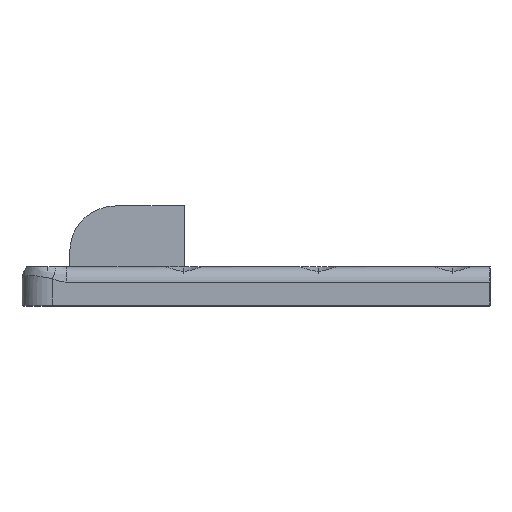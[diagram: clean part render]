
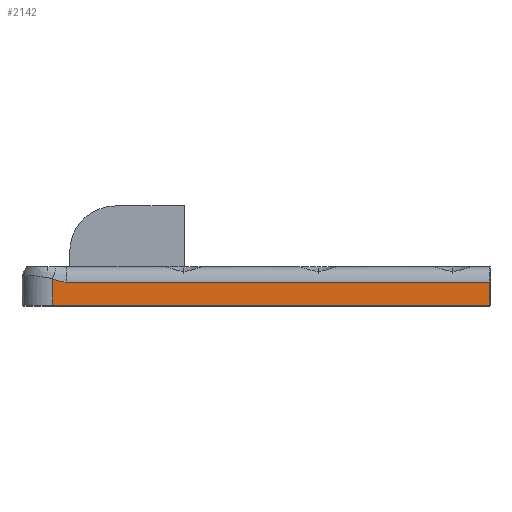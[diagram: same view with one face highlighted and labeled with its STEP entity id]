
A CAD part, top view. The second image highlights one B-rep face of the part: STEP entity #2142.
In plain terms, the highlighted planar face has unit normal (0, 0, 1).
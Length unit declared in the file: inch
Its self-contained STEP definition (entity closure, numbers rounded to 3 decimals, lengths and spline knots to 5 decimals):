
#4 = DIRECTION ( 'NONE',  ( 0., -1., 0. ) ) ;
#133 = CARTESIAN_POINT ( 'NONE',  ( -7.48125, 0.17303, -2.04491 ) ) ;
#196 = CARTESIAN_POINT ( 'NONE',  ( -7.46636, 0.16771, -2.04491 ) ) ;
#234 = CARTESIAN_POINT ( 'NONE',  ( -7.47373, 0.17058, -2.04491 ) ) ;
#301 = CARTESIAN_POINT ( 'NONE',  ( -7.45154, 0.16222, -2.04491 ) ) ;
#341 = CARTESIAN_POINT ( 'NONE',  ( -7.44409, 0.15958, -2.04491 ) ) ;
#363 = CARTESIAN_POINT ( 'NONE',  ( -7.42902, 0.15512, -2.04491 ) ) ;
#391 = CARTESIAN_POINT ( 'NONE',  ( -7.4214, 0.15328, -2.04491 ) ) ;
#412 = VERTEX_POINT ( 'NONE', #2285 ) ;
#422 = CARTESIAN_POINT ( 'NONE',  ( -4.61878, 0.15, -2.04491 ) ) ;
#432 = CARTESIAN_POINT ( 'NONE',  ( -7.4059, 0.15072, -2.04491 ) ) ;
#437 = ORIENTED_EDGE ( 'NONE', *, *, #3037, .T. ) ;
#531 = FACE_OUTER_BOUND ( 'NONE', #1684, .T. ) ;
#533 = CARTESIAN_POINT ( 'NONE',  ( -7.48125, 0., -2.04491 ) ) ;
#566 = CARTESIAN_POINT ( 'NONE',  ( -7.39001, 0.15, -2.04491 ) ) ;
#627 = CARTESIAN_POINT ( 'NONE',  ( -7.48125, 0.15, -2.04491 ) ) ;
#687 = VERTEX_POINT ( 'NONE', #533 ) ;
#707 = CARTESIAN_POINT ( 'NONE',  ( -7.39798, 0.15, -2.04491 ) ) ;
#719 = CARTESIAN_POINT ( 'NONE',  ( -7.39001, 0.15, -2.04491 ) ) ;
#732 = DIRECTION ( 'NONE',  ( -1., 0., 0. ) ) ;
#744 = EDGE_CURVE ( 'NONE', #687, #899, #2625, .T. ) ;
#899 = VERTEX_POINT ( 'NONE', #1682 ) ;
#997 = DIRECTION ( 'NONE',  ( 1., 0., 0. ) ) ;
#1101 = ORIENTED_EDGE ( 'NONE', *, *, #3113, .F. ) ;
#1112 = VERTEX_POINT ( 'NONE', #422 ) ;
#1510 = ORIENTED_EDGE ( 'NONE', *, *, #744, .T. ) ;
#1682 = CARTESIAN_POINT ( 'NONE',  ( -4.61878, 0., -2.04491 ) ) ;
#1684 = EDGE_LOOP ( 'NONE', ( #1101, #437, #2232, #3014, #1510 ) ) ;
#1795 = VERTEX_POINT ( 'NONE', #719 ) ;
#1808 = DIRECTION ( 'NONE',  ( 0., -1., 0. ) ) ;
#1858 = B_SPLINE_CURVE_WITH_KNOTS ( 'NONE', 3,
 ( #566, #707, #432, #391, #363, #341, #301, #196, #234, #133 ),
 .UNSPECIFIED., .F., .F.,
 ( 4, 2, 2, 2, 4 ),
 ( 0., 0.00061, 0.00121, 0.00182, 0.00243 ),
 .UNSPECIFIED. ) ;
#1947 = CARTESIAN_POINT ( 'NONE',  ( -7.48125, 0.25, -2.04491 ) ) ;
#1961 = PLANE ( 'NONE',  #2358 ) ;
#1963 = CARTESIAN_POINT ( 'NONE',  ( -4.61878, 0.25, -2.04491 ) ) ;
#1973 = CARTESIAN_POINT ( 'NONE',  ( -7.48125, 0.25, -2.04491 ) ) ;
#2006 = DIRECTION ( 'NONE',  ( 0., 0., -1. ) ) ;
#2011 = DIRECTION ( 'NONE',  ( -1., 0., 0. ) ) ;
#2142 = ADVANCED_FACE ( 'NONE', ( #531 ), #1961, .F. ) ;
#2232 = ORIENTED_EDGE ( 'NONE', *, *, #3290, .T. ) ;
#2273 = CARTESIAN_POINT ( 'NONE',  ( -7.48125, 0., -2.04491 ) ) ;
#2285 = CARTESIAN_POINT ( 'NONE',  ( -7.48125, 0.17303, -2.04491 ) ) ;
#2358 = AXIS2_PLACEMENT_3D ( 'NONE', #1947, #2006, #2011 ) ;
#2466 = VECTOR ( 'NONE', #4, 39.37008 ) ;
#2625 = LINE ( 'NONE', #2273, #2839 ) ;
#2791 = LINE ( 'NONE', #1973, #2466 ) ;
#2839 = VECTOR ( 'NONE', #997, 39.37008 ) ;
#2855 = EDGE_CURVE ( 'NONE', #412, #687, #2791, .T. ) ;
#2867 = LINE ( 'NONE', #1963, #2918 ) ;
#2918 = VECTOR ( 'NONE', #1808, 39.37008 ) ;
#2998 = LINE ( 'NONE', #627, #3018 ) ;
#3014 = ORIENTED_EDGE ( 'NONE', *, *, #2855, .T. ) ;
#3018 = VECTOR ( 'NONE', #732, 39.37008 ) ;
#3037 = EDGE_CURVE ( 'NONE', #1112, #1795, #2998, .T. ) ;
#3113 = EDGE_CURVE ( 'NONE', #1112, #899, #2867, .T. ) ;
#3290 = EDGE_CURVE ( 'NONE', #1795, #412, #1858, .T. ) ;
